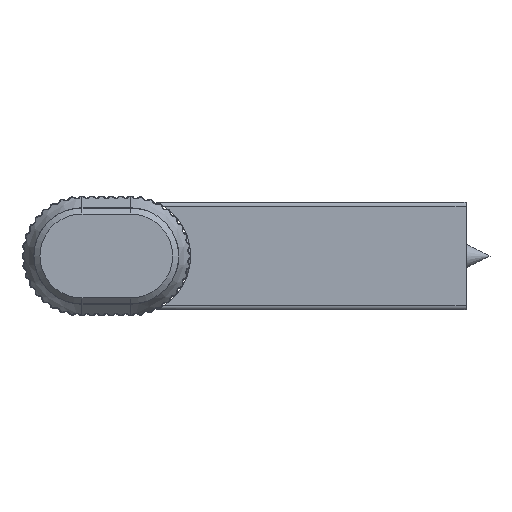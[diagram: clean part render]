
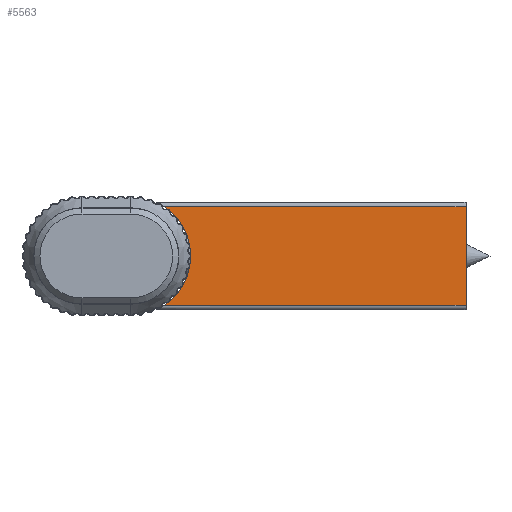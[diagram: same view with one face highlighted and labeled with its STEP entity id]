
A CAD part, left-side view. The second image highlights one B-rep face of the part: STEP entity #5563.
In plain terms, the highlighted planar face has unit normal (-1, 0, 0).
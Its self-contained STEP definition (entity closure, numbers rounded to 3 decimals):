
#306=PLANE('',#6095);
#1148=FACE_OUTER_BOUND('',#1510,.T.);
#1510=EDGE_LOOP('',(#5098,#5099,#5100,#5101));
#1681=LINE('',#26596,#1861);
#1687=LINE('',#26711,#1867);
#1688=LINE('',#26712,#1868);
#1861=VECTOR('',#7079,10.);
#1867=VECTOR('',#7109,10.);
#1868=VECTOR('',#7110,10.);
#2122=CIRCLE('',#6094,5.);
#2602=VERTEX_POINT('',#26593);
#2603=VERTEX_POINT('',#26595);
#2616=VERTEX_POINT('',#26683);
#2617=VERTEX_POINT('',#26696);
#3434=EDGE_CURVE('',#2602,#2603,#1681,.T.);
#3450=EDGE_CURVE('',#2617,#2616,#2122,.T.);
#3453=EDGE_CURVE('',#2616,#2603,#1687,.T.);
#3454=EDGE_CURVE('',#2617,#2602,#1688,.T.);
#5098=ORIENTED_EDGE('',*,*,#3450,.T.);
#5099=ORIENTED_EDGE('',*,*,#3453,.T.);
#5100=ORIENTED_EDGE('',*,*,#3434,.F.);
#5101=ORIENTED_EDGE('',*,*,#3454,.F.);
#5563=ADVANCED_FACE('',(#1148),#306,.T.);
#6094=AXIS2_PLACEMENT_3D('',#26697,#7104,#7105);
#6095=AXIS2_PLACEMENT_3D('',#26710,#7107,#7108);
#7079=DIRECTION('',(0.,0.,-1.));
#7104=DIRECTION('center_axis',(1.,0.,0.));
#7105=DIRECTION('ref_axis',(0.,0.,1.));
#7107=DIRECTION('center_axis',(-1.,0.,0.));
#7108=DIRECTION('ref_axis',(0.,0.,1.));
#7109=DIRECTION('',(0.,-1.,0.));
#7110=DIRECTION('',(0.,-1.,0.));
#26593=CARTESIAN_POINT('',(-600.,-6.,4.1));
#26595=CARTESIAN_POINT('',(-600.,-6.,-4.1));
#26596=CARTESIAN_POINT('',(-600.,-6.,4.1));
#26683=CARTESIAN_POINT('',(-600.,19.088,-4.1));
#26696=CARTESIAN_POINT('',(-600.,19.088,4.1));
#26697=CARTESIAN_POINT('Origin',(-600.,21.95,0.));
#26710=CARTESIAN_POINT('Origin',(-600.,13.75,0.));
#26711=CARTESIAN_POINT('',(-600.,-3.,-4.1));
#26712=CARTESIAN_POINT('',(-600.,5.375,4.1));
